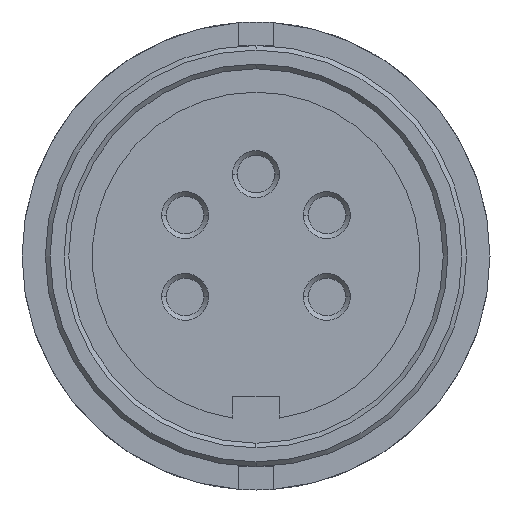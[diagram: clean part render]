
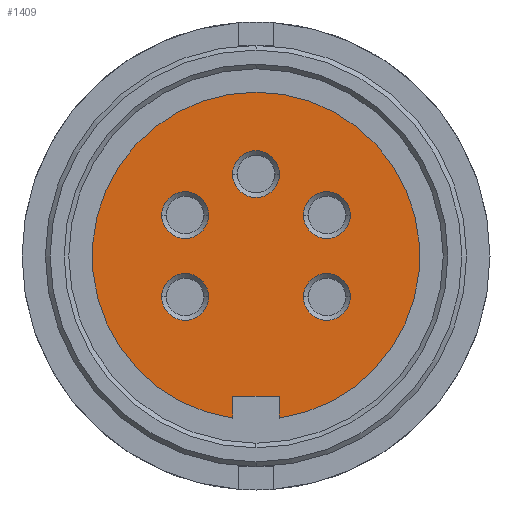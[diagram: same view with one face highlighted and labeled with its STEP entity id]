
A CAD part, front view. The second image highlights one B-rep face of the part: STEP entity #1409.
In plain terms, the highlighted planar face has unit normal (0, -1, 0).
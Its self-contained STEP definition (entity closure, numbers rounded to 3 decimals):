
#515=CARTESIAN_POINT('',(0.,-12.5,7.0));
#516=VERTEX_POINT('',#515);
#525=CARTESIAN_POINT('',(1.,-12.5,-6.928));
#526=VERTEX_POINT('',#525);
#527=CARTESIAN_POINT('',(0.0,-12.5,0.));
#528=DIRECTION('',(0.0,1.0,0.0));
#529=DIRECTION('',(0.0,0.0,1.0));
#530=AXIS2_PLACEMENT_3D('',#527,#528,#529);
#531=CIRCLE('',#530,7.);
#532=EDGE_CURVE('',#516,#526,#531,.T.);
#599=CARTESIAN_POINT('',(-2.03,-12.5,1.75));
#600=VERTEX_POINT('',#599);
#608=CARTESIAN_POINT('',(-4.03,-12.5,1.75));
#609=VERTEX_POINT('',#608);
#616=CARTESIAN_POINT('',(-3.03,-12.5,1.75));
#617=DIRECTION('',(0.0,-1.0,0.0));
#618=DIRECTION('',(1.0,0.0,0.0));
#619=AXIS2_PLACEMENT_3D('',#616,#617,#618);
#620=CIRCLE('',#619,1.);
#621=EDGE_CURVE('',#609,#600,#620,.T.);
#673=CARTESIAN_POINT('',(1.,-12.5,3.5));
#674=VERTEX_POINT('',#673);
#682=CARTESIAN_POINT('',(-1.,-12.5,3.5));
#683=VERTEX_POINT('',#682);
#690=CARTESIAN_POINT('',(0.0,-12.5,3.5));
#691=DIRECTION('',(0.0,-1.0,0.0));
#692=DIRECTION('',(1.0,0.0,0.0));
#693=AXIS2_PLACEMENT_3D('',#690,#691,#692);
#694=CIRCLE('',#693,1.);
#695=EDGE_CURVE('',#683,#674,#694,.T.);
#747=CARTESIAN_POINT('',(4.03,-12.5,1.75));
#748=VERTEX_POINT('',#747);
#756=CARTESIAN_POINT('',(2.03,-12.5,1.75));
#757=VERTEX_POINT('',#756);
#764=CARTESIAN_POINT('',(3.03,-12.5,1.75));
#765=DIRECTION('',(0.0,-1.0,0.0));
#766=DIRECTION('',(1.0,0.0,0.0));
#767=AXIS2_PLACEMENT_3D('',#764,#765,#766);
#768=CIRCLE('',#767,1.);
#769=EDGE_CURVE('',#757,#748,#768,.T.);
#821=CARTESIAN_POINT('',(-2.03,-12.5,-1.75));
#822=VERTEX_POINT('',#821);
#830=CARTESIAN_POINT('',(-4.03,-12.5,-1.75));
#831=VERTEX_POINT('',#830);
#838=CARTESIAN_POINT('',(-3.03,-12.5,-1.75));
#839=DIRECTION('',(0.0,-1.0,0.0));
#840=DIRECTION('',(1.0,0.0,0.0));
#841=AXIS2_PLACEMENT_3D('',#838,#839,#840);
#842=CIRCLE('',#841,1.);
#843=EDGE_CURVE('',#831,#822,#842,.T.);
#895=CARTESIAN_POINT('',(4.03,-12.5,-1.75));
#896=VERTEX_POINT('',#895);
#904=CARTESIAN_POINT('',(2.03,-12.5,-1.75));
#905=VERTEX_POINT('',#904);
#912=CARTESIAN_POINT('',(3.03,-12.5,-1.75));
#913=DIRECTION('',(0.0,-1.0,0.0));
#914=DIRECTION('',(1.0,0.0,0.0));
#915=AXIS2_PLACEMENT_3D('',#912,#913,#914);
#916=CIRCLE('',#915,1.);
#917=EDGE_CURVE('',#905,#896,#916,.T.);
#1308=CARTESIAN_POINT('',(3.03,-12.5,-1.75));
#1309=DIRECTION('',(0.0,-1.0,0.0));
#1310=DIRECTION('',(1.0,0.0,0.0));
#1311=AXIS2_PLACEMENT_3D('',#1308,#1309,#1310);
#1312=CIRCLE('',#1311,1.);
#1313=EDGE_CURVE('',#896,#905,#1312,.T.);
#1326=CARTESIAN_POINT('',(0.0,-12.5,3.5));
#1327=DIRECTION('',(0.0,-1.0,0.0));
#1328=DIRECTION('',(0.0,0.0,-1.0));
#1329=AXIS2_PLACEMENT_3D('',#1326,#1327,#1328);
#1330=PLANE('',#1329);
#1331=CARTESIAN_POINT('',(-1.,-12.5,-6.928));
#1332=VERTEX_POINT('',#1331);
#1333=CARTESIAN_POINT('',(-1.,-12.5,-6.));
#1334=VERTEX_POINT('',#1333);
#1335=CARTESIAN_POINT('',(-1.,-12.5,-6.928));
#1336=DIRECTION('',(0.0,0.0,1.0));
#1337=VECTOR('',#1336,0.928);
#1338=LINE('',#1335,#1337);
#1339=EDGE_CURVE('',#1332,#1334,#1338,.T.);
#1340=ORIENTED_EDGE('',*,*,#1339,.T.);
#1341=CARTESIAN_POINT('',(1.,-12.5,-6.));
#1342=VERTEX_POINT('',#1341);
#1343=CARTESIAN_POINT('',(-1.,-12.5,-6.));
#1344=DIRECTION('',(1.0,0.0,0.0));
#1345=VECTOR('',#1344,2.0);
#1346=LINE('',#1343,#1345);
#1347=EDGE_CURVE('',#1334,#1342,#1346,.T.);
#1348=ORIENTED_EDGE('',*,*,#1347,.T.);
#1349=CARTESIAN_POINT('',(1.,-12.5,-6.));
#1350=DIRECTION('',(0.0,0.0,-1.0));
#1351=VECTOR('',#1350,0.928);
#1352=LINE('',#1349,#1351);
#1353=EDGE_CURVE('',#1342,#526,#1352,.T.);
#1354=ORIENTED_EDGE('',*,*,#1353,.T.);
#1355=ORIENTED_EDGE('',*,*,#532,.F.);
#1356=CARTESIAN_POINT('',(0.0,-12.5,0.));
#1357=DIRECTION('',(0.0,1.0,0.0));
#1358=DIRECTION('',(0.0,0.0,1.0));
#1359=AXIS2_PLACEMENT_3D('',#1356,#1357,#1358);
#1360=CIRCLE('',#1359,7.);
#1361=EDGE_CURVE('',#1332,#516,#1360,.T.);
#1362=ORIENTED_EDGE('',*,*,#1361,.F.);
#1363=EDGE_LOOP('',(#1340,#1348,#1354,#1355,#1362));
#1364=FACE_OUTER_BOUND('',#1363,.T.);
#1365=ORIENTED_EDGE('',*,*,#843,.F.);
#1366=CARTESIAN_POINT('',(-3.03,-12.5,-1.75));
#1367=DIRECTION('',(0.0,-1.0,0.0));
#1368=DIRECTION('',(1.0,0.0,0.0));
#1369=AXIS2_PLACEMENT_3D('',#1366,#1367,#1368);
#1370=CIRCLE('',#1369,1.);
#1371=EDGE_CURVE('',#822,#831,#1370,.T.);
#1372=ORIENTED_EDGE('',*,*,#1371,.F.);
#1373=EDGE_LOOP('',(#1365,#1372));
#1374=FACE_BOUND('',#1373,.T.);
#1375=ORIENTED_EDGE('',*,*,#695,.F.);
#1376=CARTESIAN_POINT('',(0.0,-12.5,3.5));
#1377=DIRECTION('',(0.0,-1.0,0.0));
#1378=DIRECTION('',(1.0,0.0,0.0));
#1379=AXIS2_PLACEMENT_3D('',#1376,#1377,#1378);
#1380=CIRCLE('',#1379,1.);
#1381=EDGE_CURVE('',#674,#683,#1380,.T.);
#1382=ORIENTED_EDGE('',*,*,#1381,.F.);
#1383=EDGE_LOOP('',(#1375,#1382));
#1384=FACE_BOUND('',#1383,.T.);
#1385=ORIENTED_EDGE('',*,*,#621,.F.);
#1386=CARTESIAN_POINT('',(-3.03,-12.5,1.75));
#1387=DIRECTION('',(0.0,-1.0,0.0));
#1388=DIRECTION('',(1.0,0.0,0.0));
#1389=AXIS2_PLACEMENT_3D('',#1386,#1387,#1388);
#1390=CIRCLE('',#1389,1.);
#1391=EDGE_CURVE('',#600,#609,#1390,.T.);
#1392=ORIENTED_EDGE('',*,*,#1391,.F.);
#1393=EDGE_LOOP('',(#1385,#1392));
#1394=FACE_BOUND('',#1393,.T.);
#1395=ORIENTED_EDGE('',*,*,#769,.F.);
#1396=CARTESIAN_POINT('',(3.03,-12.5,1.75));
#1397=DIRECTION('',(0.0,-1.0,0.0));
#1398=DIRECTION('',(1.0,0.0,0.0));
#1399=AXIS2_PLACEMENT_3D('',#1396,#1397,#1398);
#1400=CIRCLE('',#1399,1.);
#1401=EDGE_CURVE('',#748,#757,#1400,.T.);
#1402=ORIENTED_EDGE('',*,*,#1401,.F.);
#1403=EDGE_LOOP('',(#1395,#1402));
#1404=FACE_BOUND('',#1403,.T.);
#1405=ORIENTED_EDGE('',*,*,#917,.F.);
#1406=ORIENTED_EDGE('',*,*,#1313,.F.);
#1407=EDGE_LOOP('',(#1405,#1406));
#1408=FACE_BOUND('',#1407,.T.);
#1409=ADVANCED_FACE('',(#1364,#1374,#1384,#1394,#1404,#1408),#1330,.T.);
